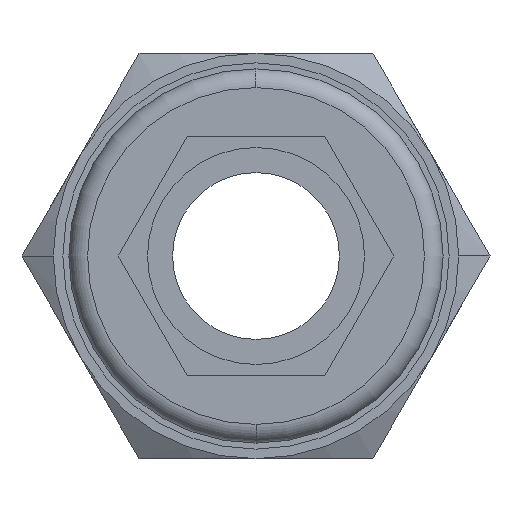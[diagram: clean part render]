
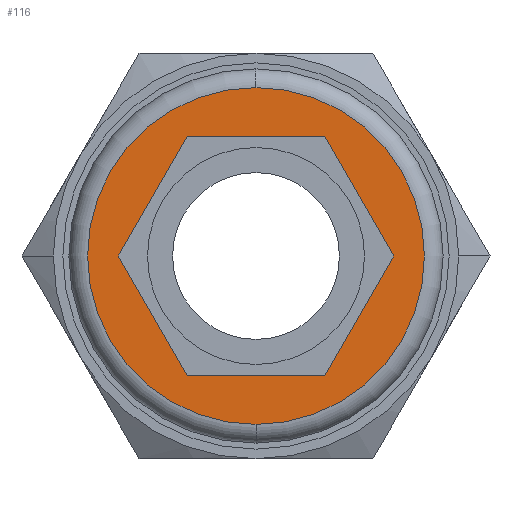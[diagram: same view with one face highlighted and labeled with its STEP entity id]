
A CAD part, front view. The second image highlights one B-rep face of the part: STEP entity #116.
In plain terms, the highlighted planar face has unit normal (0, -1, 0).
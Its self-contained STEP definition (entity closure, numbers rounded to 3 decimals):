
#116=ADVANCED_FACE('',(#287,#288),#289,.T.);
#287=FACE_BOUND('',#518,.T.);
#288=FACE_OUTER_BOUND('',#519,.T.);
#289=PLANE('',#520);
#518=EDGE_LOOP('',(#802,#803,#804,#805,#806,#807));
#519=EDGE_LOOP('',(#808,#809,#810));
#520=AXIS2_PLACEMENT_3D('',#811,#812,#813);
#802=ORIENTED_EDGE('',*,*,#1346,.T.);
#803=ORIENTED_EDGE('',*,*,#1347,.T.);
#804=ORIENTED_EDGE('',*,*,#1348,.T.);
#805=ORIENTED_EDGE('',*,*,#1349,.T.);
#806=ORIENTED_EDGE('',*,*,#1350,.T.);
#807=ORIENTED_EDGE('',*,*,#1351,.T.);
#808=ORIENTED_EDGE('',*,*,#1352,.F.);
#809=ORIENTED_EDGE('',*,*,#1353,.F.);
#810=ORIENTED_EDGE('',*,*,#1354,.F.);
#811=CARTESIAN_POINT('',(3.533,0.0,0.0));
#812=DIRECTION('',(-0.0,-1.0,-0.0));
#813=DIRECTION('',(-1.0,0.0,0.0));
#1346=EDGE_CURVE('',#1608,#1609,#1610,.T.);
#1347=EDGE_CURVE('',#1609,#1611,#1612,.T.);
#1348=EDGE_CURVE('',#1611,#1613,#1614,.T.);
#1349=EDGE_CURVE('',#1613,#1615,#1616,.T.);
#1350=EDGE_CURVE('',#1615,#1617,#1618,.T.);
#1351=EDGE_CURVE('',#1617,#1608,#1619,.T.);
#1352=EDGE_CURVE('',#1620,#1621,#1622,.T.);
#1353=EDGE_CURVE('',#1623,#1620,#1624,.T.);
#1354=EDGE_CURVE('',#1621,#1623,#1625,.T.);
#1608=VERTEX_POINT('',#1984);
#1609=VERTEX_POINT('',#1985);
#1610=LINE('',#1986,#1987);
#1611=VERTEX_POINT('',#1988);
#1612=LINE('',#1989,#1990);
#1613=VERTEX_POINT('',#1991);
#1614=LINE('',#1992,#1993);
#1615=VERTEX_POINT('',#1994);
#1616=LINE('',#1995,#1996);
#1617=VERTEX_POINT('',#1997);
#1618=LINE('',#1998,#1999);
#1619=LINE('',#2000,#2001);
#1620=VERTEX_POINT('',#2002);
#1621=VERTEX_POINT('',#2003);
#1622=CIRCLE('',#2004,7.065);
#1623=VERTEX_POINT('',#2005);
#1624=CIRCLE('',#2006,7.065);
#1625=CIRCLE('',#2007,7.065);
#1984=CARTESIAN_POINT('',(2.887,0.0,5.0));
#1985=CARTESIAN_POINT('',(5.774,0.0,0.));
#1986=CARTESIAN_POINT('',(4.772,0.0,1.735));
#1987=VECTOR('',#2553,1.0);
#1988=CARTESIAN_POINT('',(2.887,0.0,-5.0));
#1989=CARTESIAN_POINT('',(4.772,0.0,-1.735));
#1990=VECTOR('',#2554,1.0);
#1991=CARTESIAN_POINT('',(-2.887,0.0,-5.0));
#1992=CARTESIAN_POINT('',(1.766,0.0,-5.0));
#1993=VECTOR('',#2555,1.0);
#1994=CARTESIAN_POINT('',(-5.774,0.0,0.));
#1995=CARTESIAN_POINT('',(-3.889,0.0,-3.265));
#1996=VECTOR('',#2556,1.0);
#1997=CARTESIAN_POINT('',(-2.887,0.0,5.0));
#1998=CARTESIAN_POINT('',(-3.889,0.0,3.265));
#1999=VECTOR('',#2557,1.0);
#2000=CARTESIAN_POINT('',(1.766,0.0,5.0));
#2001=VECTOR('',#2558,1.0);
#2002=CARTESIAN_POINT('',(7.065,0.0,0.0));
#2003=CARTESIAN_POINT('',(0.,0.0,-7.065));
#2004=AXIS2_PLACEMENT_3D('',#2559,#2560,#2561);
#2005=CARTESIAN_POINT('',(0.,0.0,7.065));
#2006=AXIS2_PLACEMENT_3D('',#2562,#2563,#2564);
#2007=AXIS2_PLACEMENT_3D('',#2565,#2566,#2567);
#2553=DIRECTION('',(0.5,0.0,-0.866));
#2554=DIRECTION('',(-0.5,0.0,-0.866));
#2555=DIRECTION('',(-1.0,0.0,0.0));
#2556=DIRECTION('',(-0.5,0.0,0.866));
#2557=DIRECTION('',(0.5,-0.0,0.866));
#2558=DIRECTION('',(1.0,-0.0,0.));
#2559=CARTESIAN_POINT('',(0.0,0.0,0.0));
#2560=DIRECTION('',(-0.0,1.0,0.0));
#2561=DIRECTION('',(1.0,0.0,0.0));
#2562=CARTESIAN_POINT('',(0.0,0.0,0.0));
#2563=DIRECTION('',(-0.0,1.0,0.0));
#2564=DIRECTION('',(1.0,0.0,0.0));
#2565=CARTESIAN_POINT('',(0.0,0.0,0.0));
#2566=DIRECTION('',(-0.0,1.0,0.0));
#2567=DIRECTION('',(1.0,0.0,0.0));
